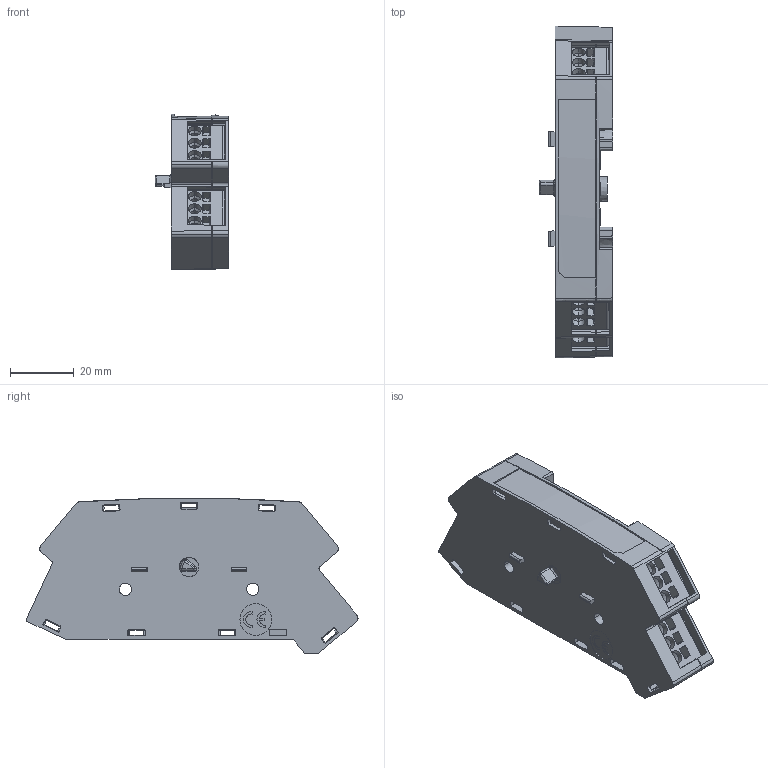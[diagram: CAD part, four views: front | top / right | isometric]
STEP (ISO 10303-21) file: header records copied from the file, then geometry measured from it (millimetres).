
FILE_DESCRIPTION(('STEP AP214'),'1');
FILE_NAME('cctmp_EADDA934-9AA0-40AD-9597-22F8DF1FCCF0_2023_04_14_00_25_05_0385..stp','2023-04-13T22:25:06',('SIEMENS A&D'),('CADClick - www.CADClick.com'),'Spatial InterOp 3D postprocessed',' ','unknown authorization');
FILE_SCHEMA(('AUTOMOTIVE_DESIGN'));
Length unit declared in the file: millimetre
Products named in the file (1): 2023_04_14_00_25_05_0338
Bounding box: 23.2 x 104.35 x 48.89 mm (x, y, z)
Volume: 25758 mm3; surface area: 29829.9 mm2
Topology: 1 solids, 1 shells, 724 faces, 2011 edges, 1317 vertices
Faces by surface type: plane 349, cylinder 292, cone 53, bspline 13, torus 12, sphere 5
Entity records: 26006 total; most frequent: CARTESIAN_POINT 4723, DIRECTION 4068, ORIENTED_EDGE 4012, EDGE_CURVE 2006, AXIS2_PLACEMENT_3D 1428, VERTEX_POINT 1317, LINE 1212, VECTOR 1212
